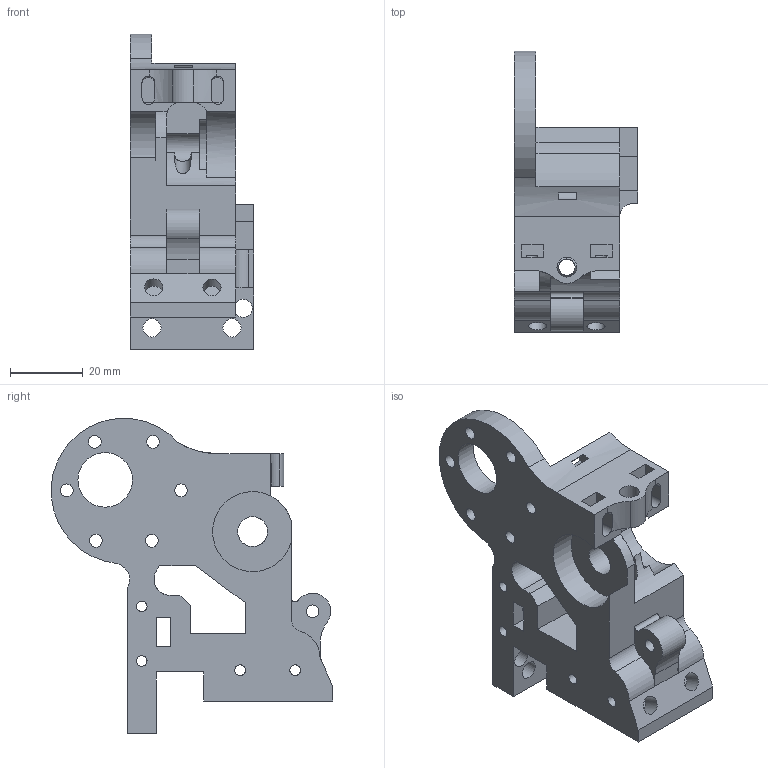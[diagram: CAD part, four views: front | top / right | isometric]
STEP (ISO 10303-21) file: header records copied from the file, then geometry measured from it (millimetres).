
FILE_DESCRIPTION(/* description */ (''),/* implementation_level */ '2;1');
FILE_NAME(/* name */ 'Body.step',/* time_stamp */ '2018-04-17T21:23:03-04:00',/* author */ ('scottziv'),/* organization */ (''),/* preprocessor_version */ 'ST-DEVELOPER v16.13',/* originating_system */ 'Autodesk Translation Framework v6.5.0.72',/* authorisation */ '');
FILE_SCHEMA (('AUTOMOTIVE_DESIGN { 1 0 10303 214 3 1 1 }'));
Length unit declared in the file: millimetre
Products named in the file (2): Dc Extruder; Main
Assembly tree (1 placements, depth 2):
  Dc Extruder
    Main
Bounding box: 34 x 77.37 x 86.73 mm (x, y, z)
Volume: 61752.3 mm3; surface area: 23633.7 mm2
Topology: 1 solids, 1 shells, 132 faces, 394 edges, 263 vertices
Faces by surface type: plane 72, cylinder 59, bspline 1
Full cylindrical faces by diameter (mm): 2.9 x2, 3 x2, 3.5 x7, 4.25 x2, 4.5 x1, 5 x8, 5.5 x1, 8.25 x1, 12 x1, 15 x1, 16.5 x2
Entity records: 4883 total; most frequent: CARTESIAN_POINT 1046, DIRECTION 793, ORIENTED_EDGE 788, EDGE_CURVE 394, AXIS2_PLACEMENT_3D 282, VERTEX_POINT 263, LINE 229, VECTOR 229
